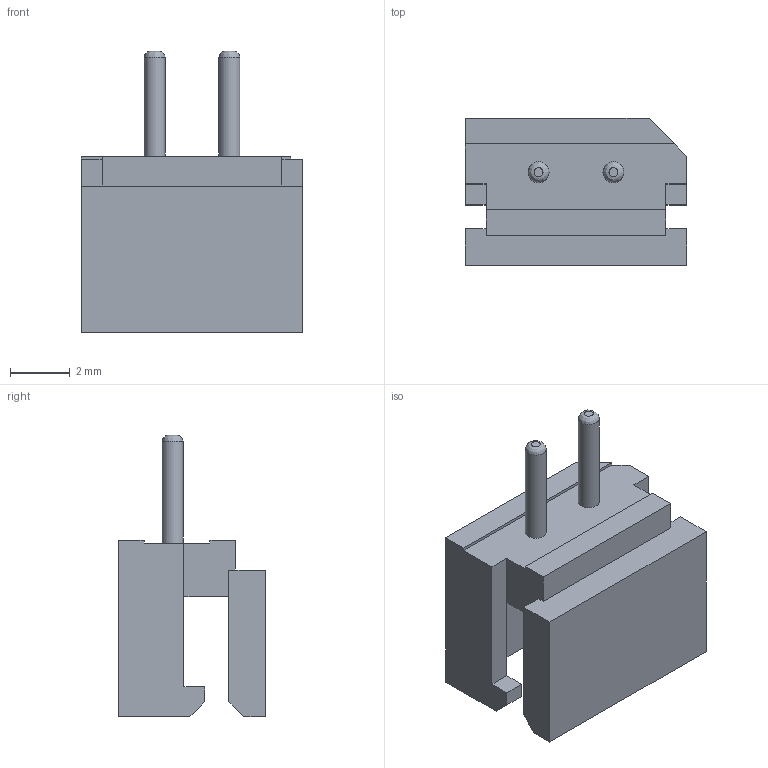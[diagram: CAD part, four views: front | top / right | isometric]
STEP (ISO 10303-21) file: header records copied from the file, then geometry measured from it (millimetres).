
FILE_DESCRIPTION(/* description */ (''),/* implementation_level */ '2;1');
FILE_NAME(/* name */ '22035025wbm000_01_214.stp',/* time_stamp */ '2022-03-11T18:17:26+06:00',/* author */ (''),/* organization */ (''),/* preprocessor_version */ 'ST-DEVELOPER v16.7',/* originating_system */ 'SIEMENS PLM Software NX 1919',/* authorisation */ '');
FILE_SCHEMA (('AUTOMOTIVE_DESIGN { 1 0 10303 214 3 1 1 1 }'));
Length unit declared in the file: millimetre
Products named in the file (1): 22035025wbm000_01
Bounding box: 7.4 x 4.9 x 9.4 mm (x, y, z)
Volume: 114.1 mm3; surface area: 300.9 mm2
Topology: 1 solids, 1 shells, 56 faces, 146 edges, 96 vertices
Faces by surface type: plane 50, cylinder 4, bspline 2
Full cylindrical faces by diameter (mm): 0.7 x4
Entity records: 1692 total; most frequent: CARTESIAN_POINT 339, ORIENTED_EDGE 272, DIRECTION 256, EDGE_CURVE 136, LINE 126, VECTOR 126, VERTEX_POINT 92, EDGE_LOOP 66
